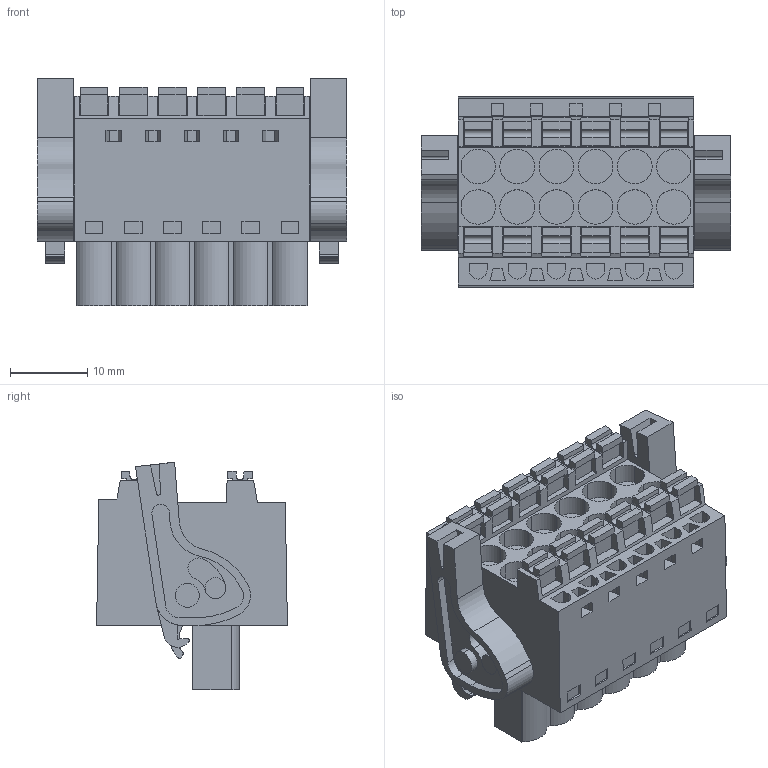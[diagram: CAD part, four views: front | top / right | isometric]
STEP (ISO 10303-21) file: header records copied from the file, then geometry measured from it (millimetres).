
FILE_DESCRIPTION(('CATIA V5 STEP Exchange','CAx-IF Rec.Pracs.--- Model Styling and Organization---1.2---2011-12-15'),'2;1');
FILE_NAME ('D1446234_0_1001050000_1001050000.stp','2017-09-09T12:35:06+00:00',('none'),('Weidmueller'),'CATIA Version 5-6 Release 2014','CATIA V5 STEP AP214','none');
FILE_SCHEMA(('AUTOMOTIVE_DESIGN { 1 0 10303 214 1 1 1 1 }'));
Length unit declared in the file: millimetre
Products named in the file (1): 1001050000
Bounding box: 40.18 x 24.75 x 29.52 mm (x, y, z)
Volume: 14016.4 mm3; surface area: 7958.9 mm2
Topology: 15 solids, 15 shells, 765 faces, 2116 edges, 1440 vertices
Faces by surface type: plane 609, cylinder 146, extrusion 10
Entity records: 22367 total; most frequent: ORIENTED_EDGE 4232, CARTESIAN_POINT 4154, DIRECTION 2871, EDGE_CURVE 2116, VECTOR 1797, LINE 1787, VERTEX_POINT 1440, EDGE_LOOP 852
